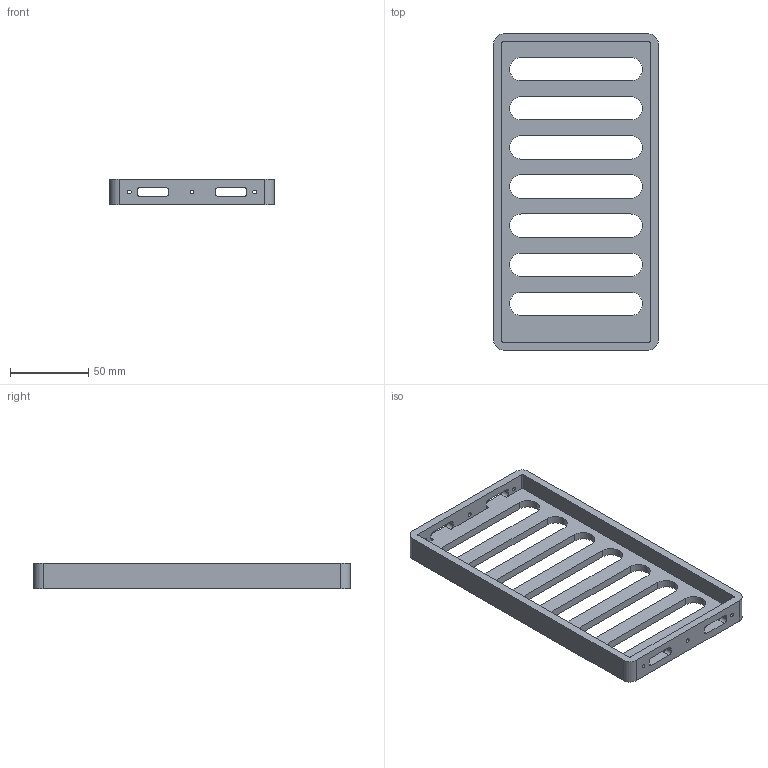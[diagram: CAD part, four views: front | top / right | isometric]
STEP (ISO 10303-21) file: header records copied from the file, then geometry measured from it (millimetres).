
FILE_DESCRIPTION (( 'STEP AP214' ), '1' );
FILE_NAME ('connect_case_v7.STEP', '2018-07-09T07:15:39', ( '' ), ( '' ), 'SwSTEP 2.0', 'SolidWorks 2018', '' );
FILE_SCHEMA (( 'AUTOMOTIVE_DESIGN' ));
Length unit declared in the file: millimetre
Products named in the file (1): connect_case_v7
Bounding box: 105 x 202 x 16 mm (x, y, z)
Volume: 92821.4 mm3; surface area: 47903.3 mm2
Topology: 1 solids, 1 shells, 94 faces, 285 edges, 190 vertices
Faces by surface type: cylinder 57, plane 37
Entity records: 3477 total; most frequent: DIRECTION 589, ORIENTED_EDGE 570, CARTESIAN_POINT 570, EDGE_CURVE 285, AXIS2_PLACEMENT_3D 209, VERTEX_POINT 190, LINE 171, VECTOR 171
